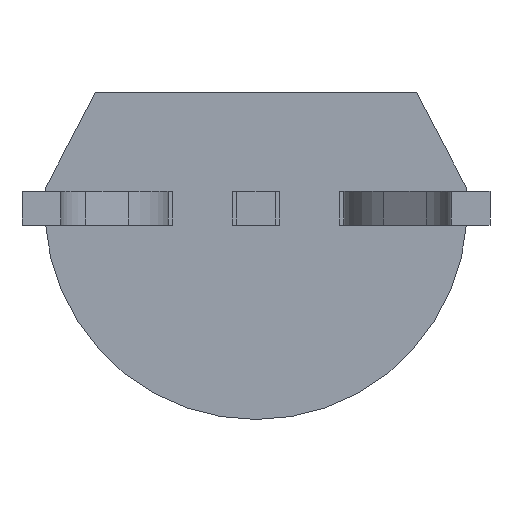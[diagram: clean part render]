
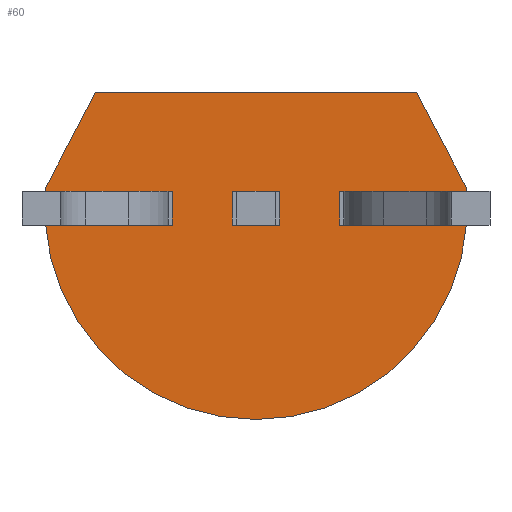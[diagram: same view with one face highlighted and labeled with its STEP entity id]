
A CAD part, front view. The second image highlights one B-rep face of the part: STEP entity #60.
In plain terms, the highlighted planar face has unit normal (0, -1, 0).
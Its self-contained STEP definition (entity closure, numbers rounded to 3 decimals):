
#57 = DIRECTION ( 'NONE',  ( 0., 0., -1. ) ) ;
#60 = ADVANCED_FACE ( 'NONE', ( #143 ), #986, .F. ) ;
#143 = FACE_OUTER_BOUND ( 'NONE', #1425, .T. ) ;
#178 = EDGE_CURVE ( 'NONE', #2003, #523, #681, .T. ) ;
#346 = CARTESIAN_POINT ( 'NONE',  ( 1.9, 3.5, 1.37 ) ) ;
#381 = CARTESIAN_POINT ( 'NONE',  ( 1.9, 3.5, 1.37 ) ) ;
#441 = VERTEX_POINT ( 'NONE', #531 ) ;
#449 = CARTESIAN_POINT ( 'NONE',  ( -2.487, 3.5, 0.25 ) ) ;
#481 = EDGE_CURVE ( 'NONE', #2003, #1766, #551, .T. ) ;
#522 = DIRECTION ( 'NONE',  ( 1., 0., 0. ) ) ;
#523 = VERTEX_POINT ( 'NONE', #2033 ) ;
#531 = CARTESIAN_POINT ( 'NONE',  ( 2.487, 3.5, 0.25 ) ) ;
#551 = LINE ( 'NONE', #1877, #1446 ) ;
#636 = ORIENTED_EDGE ( 'NONE', *, *, #1025, .F. ) ;
#681 = LINE ( 'NONE', #449, #735 ) ;
#735 = VECTOR ( 'NONE', #1469, 1000. ) ;
#799 = DIRECTION ( 'NONE',  ( 0., 1., 0. ) ) ;
#817 = DIRECTION ( 'NONE',  ( 0., 1., 0. ) ) ;
#863 = DIRECTION ( 'NONE',  ( 0.465, 0., -0.886 ) ) ;
#911 = ORIENTED_EDGE ( 'NONE', *, *, #178, .T. ) ;
#986 = PLANE ( 'NONE',  #1975 ) ;
#1025 = EDGE_CURVE ( 'NONE', #441, #523, #1810, .T. ) ;
#1169 = LINE ( 'NONE', #346, #2022 ) ;
#1264 = ORIENTED_EDGE ( 'NONE', *, *, #481, .F. ) ;
#1304 = EDGE_CURVE ( 'NONE', #1766, #441, #1169, .T. ) ;
#1425 = EDGE_LOOP ( 'NONE', ( #2185, #1264, #911, #636 ) ) ;
#1446 = VECTOR ( 'NONE', #522, 1000. ) ;
#1469 = DIRECTION ( 'NONE',  ( -0.465, 0., -0.886 ) ) ;
#1698 = CARTESIAN_POINT ( 'NONE',  ( 0., 3.5, 0. ) ) ;
#1705 = CARTESIAN_POINT ( 'NONE',  ( -1.9, 3.5, 1.37 ) ) ;
#1766 = VERTEX_POINT ( 'NONE', #381 ) ;
#1810 = CIRCLE ( 'NONE', #1851, 2.5 ) ;
#1830 = DIRECTION ( 'NONE',  ( 0., 0., 1. ) ) ;
#1851 = AXIS2_PLACEMENT_3D ( 'NONE', #1698, #799, #57 ) ;
#1877 = CARTESIAN_POINT ( 'NONE',  ( 0., 3.5, 1.37 ) ) ;
#1975 = AXIS2_PLACEMENT_3D ( 'NONE', #2010, #817, #1830 ) ;
#2003 = VERTEX_POINT ( 'NONE', #1705 ) ;
#2010 = CARTESIAN_POINT ( 'NONE',  ( 0., 3.5, 0. ) ) ;
#2022 = VECTOR ( 'NONE', #863, 1000. ) ;
#2033 = CARTESIAN_POINT ( 'NONE',  ( -2.487, 3.5, 0.25 ) ) ;
#2185 = ORIENTED_EDGE ( 'NONE', *, *, #1304, .F. ) ;
